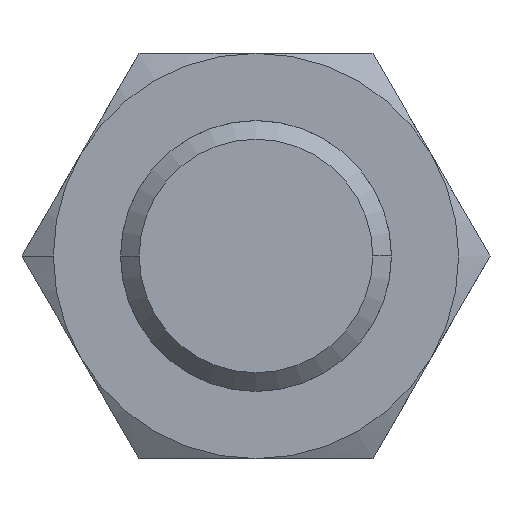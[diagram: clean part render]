
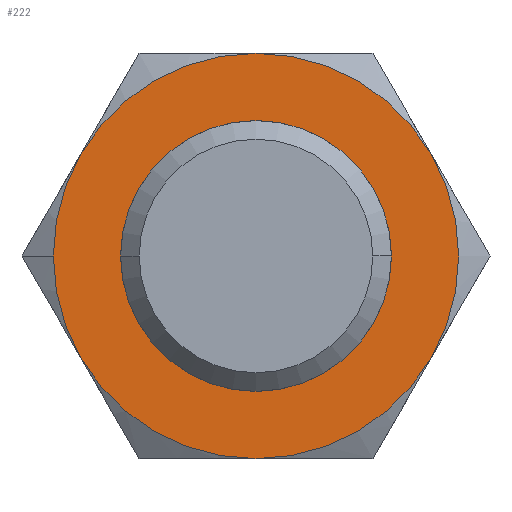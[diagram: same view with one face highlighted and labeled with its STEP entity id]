
A CAD part, front view. The second image highlights one B-rep face of the part: STEP entity #222.
In plain terms, the highlighted planar face has unit normal (0, -1, 0).
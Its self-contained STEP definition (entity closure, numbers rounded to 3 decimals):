
#26 = FACE_BOUND ( 'NONE', #741, .T. ) ;
#27 = CARTESIAN_POINT ( 'NONE',  ( 0., 0., 0. ) ) ;
#33 = VERTEX_POINT ( 'NONE', #850 ) ;
#36 = ORIENTED_EDGE ( 'NONE', *, *, #806, .F. ) ;
#49 = CIRCLE ( 'NONE', #344, 9.5 ) ;
#51 = CARTESIAN_POINT ( 'NONE',  ( 0., 0., 0. ) ) ;
#54 = CARTESIAN_POINT ( 'NONE',  ( -6.35, 0., 0. ) ) ;
#64 = EDGE_CURVE ( 'NONE', #297, #694, #342, .T. ) ;
#67 = ORIENTED_EDGE ( 'NONE', *, *, #818, .T. ) ;
#70 = DIRECTION ( 'NONE',  ( 0., 1., 0. ) ) ;
#79 = CIRCLE ( 'NONE', #614, 9.5 ) ;
#88 = DIRECTION ( 'NONE',  ( -1., 0., 0. ) ) ;
#97 = FACE_OUTER_BOUND ( 'NONE', #273, .T. ) ;
#133 = ORIENTED_EDGE ( 'NONE', *, *, #711, .F. ) ;
#147 = CARTESIAN_POINT ( 'NONE',  ( 0., 0., 0. ) ) ;
#156 = VERTEX_POINT ( 'NONE', #578 ) ;
#162 = CARTESIAN_POINT ( 'NONE',  ( -9.5, 0., 0. ) ) ;
#219 = AXIS2_PLACEMENT_3D ( 'NONE', #147, #438, #733 ) ;
#222 = ADVANCED_FACE ( 'NONE', ( #97, #26 ), #261, .F. ) ;
#223 = DIRECTION ( 'NONE',  ( 0., 1., 0. ) ) ;
#232 = CARTESIAN_POINT ( 'NONE',  ( 0., 0., 0. ) ) ;
#255 = CARTESIAN_POINT ( 'NONE',  ( 9.5, 0., 0. ) ) ;
#261 = PLANE ( 'NONE',  #316 ) ;
#273 = EDGE_LOOP ( 'NONE', ( #36, #906, #133, #899, #406, #832, #457 ) ) ;
#274 = DIRECTION ( 'NONE',  ( 0., 1., 0. ) ) ;
#294 = EDGE_CURVE ( 'NONE', #541, #156, #358, .T. ) ;
#297 = VERTEX_POINT ( 'NONE', #770 ) ;
#316 = AXIS2_PLACEMENT_3D ( 'NONE', #255, #828, #619 ) ;
#318 = CIRCLE ( 'NONE', #416, 9.5 ) ;
#333 = ORIENTED_EDGE ( 'NONE', *, *, #64, .T. ) ;
#339 = VERTEX_POINT ( 'NONE', #565 ) ;
#342 = CIRCLE ( 'NONE', #642, 6.35 ) ;
#344 = AXIS2_PLACEMENT_3D ( 'NONE', #27, #528, #88 ) ;
#352 = DIRECTION ( 'NONE',  ( 0., 1., 0. ) ) ;
#354 = EDGE_CURVE ( 'NONE', #339, #444, #861, .T. ) ;
#358 = CIRCLE ( 'NONE', #958, 9.5 ) ;
#377 = AXIS2_PLACEMENT_3D ( 'NONE', #884, #223, #511 ) ;
#391 = CARTESIAN_POINT ( 'NONE',  ( 0., 0., 0. ) ) ;
#406 = ORIENTED_EDGE ( 'NONE', *, *, #902, .F. ) ;
#416 = AXIS2_PLACEMENT_3D ( 'NONE', #232, #803, #592 ) ;
#421 = DIRECTION ( 'NONE',  ( -1., 0., 0. ) ) ;
#438 = DIRECTION ( 'NONE',  ( 0., 1., 0. ) ) ;
#444 = VERTEX_POINT ( 'NONE', #742 ) ;
#445 = DIRECTION ( 'NONE',  ( -1., 0., 0. ) ) ;
#457 = ORIENTED_EDGE ( 'NONE', *, *, #478, .F. ) ;
#465 = DIRECTION ( 'NONE',  ( -1., 0., 0. ) ) ;
#478 = EDGE_CURVE ( 'NONE', #605, #339, #79, .T. ) ;
#481 = CARTESIAN_POINT ( 'NONE',  ( -8.227, 0., -4.75 ) ) ;
#488 = CIRCLE ( 'NONE', #219, 6.35 ) ;
#511 = DIRECTION ( 'NONE',  ( -1., 0., 0. ) ) ;
#528 = DIRECTION ( 'NONE',  ( 0., 1., 0. ) ) ;
#541 = VERTEX_POINT ( 'NONE', #162 ) ;
#557 = CARTESIAN_POINT ( 'NONE',  ( 0., 0., 0. ) ) ;
#565 = CARTESIAN_POINT ( 'NONE',  ( 8.227, 0., 4.75 ) ) ;
#566 = EDGE_CURVE ( 'NONE', #33, #674, #881, .T. ) ;
#578 = CARTESIAN_POINT ( 'NONE',  ( -8.227, 0., 4.75 ) ) ;
#592 = DIRECTION ( 'NONE',  ( -1., 0., 0. ) ) ;
#605 = VERTEX_POINT ( 'NONE', #907 ) ;
#614 = AXIS2_PLACEMENT_3D ( 'NONE', #738, #70, #445 ) ;
#619 = DIRECTION ( 'NONE',  ( -1., 0., 0. ) ) ;
#642 = AXIS2_PLACEMENT_3D ( 'NONE', #557, #856, #943 ) ;
#659 = CIRCLE ( 'NONE', #377, 9.5 ) ;
#674 = VERTEX_POINT ( 'NONE', #481 ) ;
#681 = DIRECTION ( 'NONE',  ( 0., 1., 0. ) ) ;
#694 = VERTEX_POINT ( 'NONE', #54 ) ;
#711 = EDGE_CURVE ( 'NONE', #674, #541, #318, .T. ) ;
#733 = DIRECTION ( 'NONE',  ( -1., 0., 0. ) ) ;
#738 = CARTESIAN_POINT ( 'NONE',  ( 0., 0., 0. ) ) ;
#741 = EDGE_LOOP ( 'NONE', ( #67, #333 ) ) ;
#742 = CARTESIAN_POINT ( 'NONE',  ( 8.227, 0., -4.75 ) ) ;
#766 = AXIS2_PLACEMENT_3D ( 'NONE', #391, #681, #465 ) ;
#770 = CARTESIAN_POINT ( 'NONE',  ( 6.35, 0., 0. ) ) ;
#792 = AXIS2_PLACEMENT_3D ( 'NONE', #51, #352, #421 ) ;
#803 = DIRECTION ( 'NONE',  ( 0., 1., 0. ) ) ;
#806 = EDGE_CURVE ( 'NONE', #156, #605, #659, .T. ) ;
#818 = EDGE_CURVE ( 'NONE', #694, #297, #488, .T. ) ;
#828 = DIRECTION ( 'NONE',  ( 0., 1., 0. ) ) ;
#832 = ORIENTED_EDGE ( 'NONE', *, *, #354, .F. ) ;
#850 = CARTESIAN_POINT ( 'NONE',  ( 0., 0., -9.5 ) ) ;
#855 = CARTESIAN_POINT ( 'NONE',  ( 0., 0., 0. ) ) ;
#856 = DIRECTION ( 'NONE',  ( 0., 1., 0. ) ) ;
#861 = CIRCLE ( 'NONE', #792, 9.5 ) ;
#881 = CIRCLE ( 'NONE', #766, 9.5 ) ;
#884 = CARTESIAN_POINT ( 'NONE',  ( 0., 0., 0. ) ) ;
#899 = ORIENTED_EDGE ( 'NONE', *, *, #566, .F. ) ;
#902 = EDGE_CURVE ( 'NONE', #444, #33, #49, .T. ) ;
#906 = ORIENTED_EDGE ( 'NONE', *, *, #294, .F. ) ;
#907 = CARTESIAN_POINT ( 'NONE',  ( 0., 0., 9.5 ) ) ;
#940 = DIRECTION ( 'NONE',  ( -1., 0., 0. ) ) ;
#943 = DIRECTION ( 'NONE',  ( -1., 0., 0. ) ) ;
#958 = AXIS2_PLACEMENT_3D ( 'NONE', #855, #274, #940 ) ;
